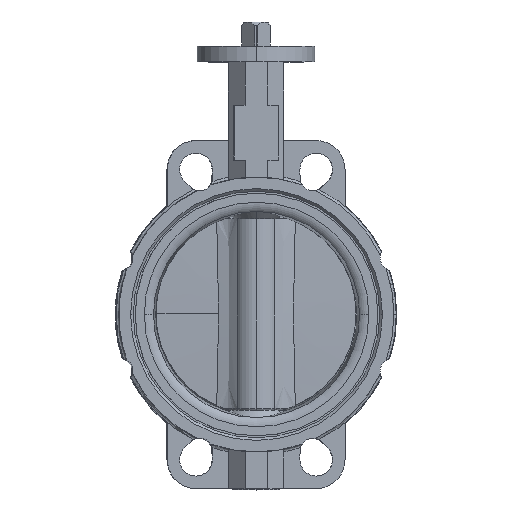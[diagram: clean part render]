
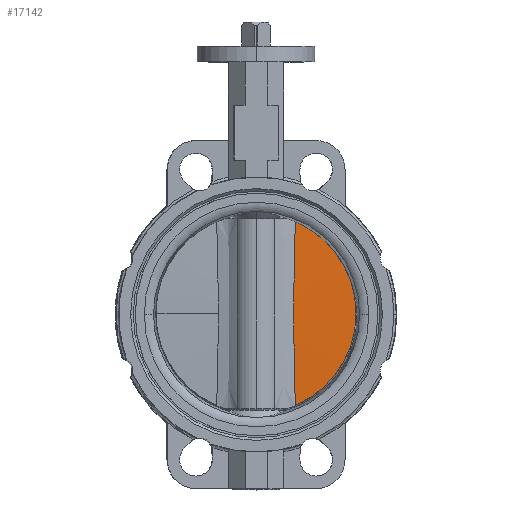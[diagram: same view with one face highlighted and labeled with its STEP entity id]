
A CAD part, top view. The second image highlights one B-rep face of the part: STEP entity #17142.
In plain terms, the highlighted conical face has half-angle 88.568 degrees and reference radius 80 mm.
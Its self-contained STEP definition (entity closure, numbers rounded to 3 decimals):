
#859 = CARTESIAN_POINT ( 'NONE',  ( 29.99, -70.322, 3.089 ) ) ;
#940 = CARTESIAN_POINT ( 'NONE',  ( 29.387, 41.027, 3.742 ) ) ;
#1042 = CARTESIAN_POINT ( 'NONE',  ( 29.99, -70.322, 3.089 ) ) ;
#1359 = CONICAL_SURFACE ( 'NONE', #4470, 80., 1.546 ) ;
#3408 = CARTESIAN_POINT ( 'NONE',  ( 29.141, -29.303, 3.971 ) ) ;
#3601 = CARTESIAN_POINT ( 'NONE',  ( 29.016, -23.442, 4.076 ) ) ;
#4470 = AXIS2_PLACEMENT_3D ( 'NONE', #4907, #18997, #16808 ) ;
#4907 = CARTESIAN_POINT ( 'NONE',  ( 0., 0., 3. ) ) ;
#8098 = CARTESIAN_POINT ( 'NONE',  ( 29.753, -58.603, 3.358 ) ) ;
#8657 = EDGE_CURVE ( 'NONE', #8934, #21666, #14135, .T. ) ;
#8934 = VERTEX_POINT ( 'NONE', #25020 ) ;
#9034 = ORIENTED_EDGE ( 'NONE', *, *, #8657, .T. ) ;
#9196 = FACE_OUTER_BOUND ( 'NONE', #22292, .T. ) ;
#10201 = CARTESIAN_POINT ( 'NONE',  ( 28.735, -5.859, 4.282 ) ) ;
#12312 = CARTESIAN_POINT ( 'NONE',  ( 29.511, 46.886, 3.617 ) ) ;
#12401 = CARTESIAN_POINT ( 'NONE',  ( 28.811, -11.721, 4.232 ) ) ;
#14135 = B_SPLINE_CURVE_WITH_KNOTS ( 'NONE', 3,
 ( #14279, #16507, #23367, #12312, #940, #23267, #23870, #14809, #17309, #10201, #12401, #3601, #3408, #15000, #28658, #8098, #17004, #1042 ),
 .UNSPECIFIED., .F., .F.,
 ( 4, 2, 2, 2, 2, 2, 2, 2, 4 ),
 ( 0.004, 0.021, 0.039, 0.057, 0.074, 0.092, 0.109, 0.127, 0.144 ),
 .UNSPECIFIED. ) ;
#14279 = CARTESIAN_POINT ( 'NONE',  ( 29.99, 70.322, 3.089 ) ) ;
#14809 = CARTESIAN_POINT ( 'NONE',  ( 28.811, 11.728, 4.232 ) ) ;
#15000 = CARTESIAN_POINT ( 'NONE',  ( 29.387, -41.023, 3.742 ) ) ;
#15105 = ORIENTED_EDGE ( 'NONE', *, *, #23402, .F. ) ;
#16507 = CARTESIAN_POINT ( 'NONE',  ( 29.873, 64.463, 3.225 ) ) ;
#16808 = DIRECTION ( 'NONE',  ( -1., 0., 0. ) ) ;
#17004 = CARTESIAN_POINT ( 'NONE',  ( 29.873, -64.462, 3.225 ) ) ;
#17142 = ADVANCED_FACE ( 'NONE', ( #9196 ), #1359, .T. ) ;
#17309 = CARTESIAN_POINT ( 'NONE',  ( 28.736, 5.867, 4.282 ) ) ;
#17797 = CARTESIAN_POINT ( 'NONE',  ( 0., 0., 3.089 ) ) ;
#17991 = DIRECTION ( 'NONE',  ( 0., 0., -1. ) ) ;
#18997 = DIRECTION ( 'NONE',  ( 0., 0., -1. ) ) ;
#20692 = CIRCLE ( 'NONE', #26998, 76.45 ) ;
#21666 = VERTEX_POINT ( 'NONE', #859 ) ;
#22292 = EDGE_LOOP ( 'NONE', ( #15105, #9034 ) ) ;
#23267 = CARTESIAN_POINT ( 'NONE',  ( 29.141, 29.308, 3.971 ) ) ;
#23367 = CARTESIAN_POINT ( 'NONE',  ( 29.754, 58.604, 3.358 ) ) ;
#23402 = EDGE_CURVE ( 'NONE', #8934, #21666, #20692, .T. ) ;
#23870 = CARTESIAN_POINT ( 'NONE',  ( 29.016, 23.449, 4.076 ) ) ;
#24667 = DIRECTION ( 'NONE',  ( -1., 0., 0. ) ) ;
#25020 = CARTESIAN_POINT ( 'NONE',  ( 29.99, 70.322, 3.089 ) ) ;
#26998 = AXIS2_PLACEMENT_3D ( 'NONE', #17797, #17991, #24667 ) ;
#28658 = CARTESIAN_POINT ( 'NONE',  ( 29.511, -46.883, 3.617 ) ) ;
